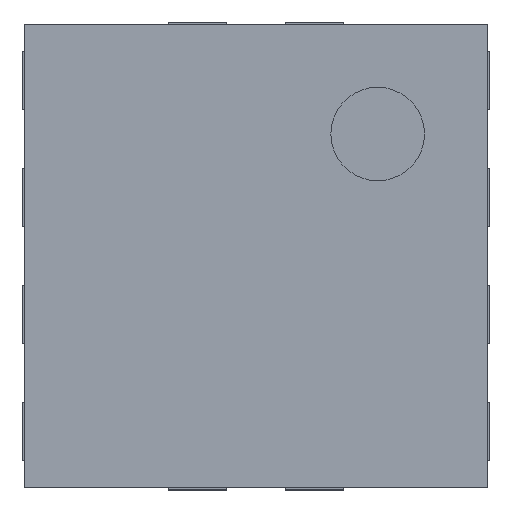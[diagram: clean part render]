
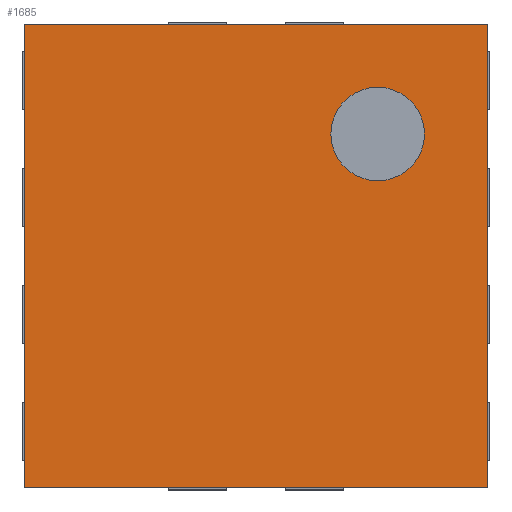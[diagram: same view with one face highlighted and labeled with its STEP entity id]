
A CAD part, top view. The second image highlights one B-rep face of the part: STEP entity #1685.
In plain terms, the highlighted planar face has unit normal (0, 0, 1).
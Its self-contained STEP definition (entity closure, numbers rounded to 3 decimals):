
#14=FACE_BOUND('',#202,.T.);
#39=CIRCLE('',#1794,0.16);
#121=FACE_OUTER_BOUND('',#201,.T.);
#201=EDGE_LOOP('',(#1355,#1356,#1357,#1358));
#202=EDGE_LOOP('',(#1359));
#404=LINE('',#2673,#609);
#405=LINE('',#2675,#610);
#406=LINE('',#2677,#611);
#407=LINE('',#2678,#612);
#609=VECTOR('',#2197,0.8);
#610=VECTOR('',#2198,0.8);
#611=VECTOR('',#2199,0.8);
#612=VECTOR('',#2200,0.8);
#757=VERTEX_POINT('',#2616);
#775=VERTEX_POINT('',#2671);
#776=VERTEX_POINT('',#2672);
#777=VERTEX_POINT('',#2674);
#778=VERTEX_POINT('',#2676);
#967=EDGE_CURVE('',#757,#757,#39,.T.);
#994=EDGE_CURVE('',#775,#776,#404,.T.);
#995=EDGE_CURVE('',#775,#777,#405,.T.);
#996=EDGE_CURVE('',#777,#778,#406,.T.);
#997=EDGE_CURVE('',#776,#778,#407,.T.);
#1355=ORIENTED_EDGE('',*,*,#994,.F.);
#1356=ORIENTED_EDGE('',*,*,#995,.T.);
#1357=ORIENTED_EDGE('',*,*,#996,.T.);
#1358=ORIENTED_EDGE('',*,*,#997,.F.);
#1359=ORIENTED_EDGE('',*,*,#967,.T.);
#1526=PLANE('',#1805);
#1685=ADVANCED_FACE('',(#121,#14),#1526,.T.);
#1794=AXIS2_PLACEMENT_3D('',#2617,#2148,#2149);
#1805=AXIS2_PLACEMENT_3D('',#2670,#2195,#2196);
#2148=DIRECTION('center_axis',(0.,0.,-1.));
#2149=DIRECTION('ref_axis',(-1.,0.,0.));
#2195=DIRECTION('center_axis',(0.,0.,1.));
#2196=DIRECTION('ref_axis',(0.,-1.,0.));
#2197=DIRECTION('',(1.,0.,0.));
#2198=DIRECTION('',(0.,-1.,0.));
#2199=DIRECTION('',(1.,0.,0.));
#2200=DIRECTION('',(0.,-1.,0.));
#2616=CARTESIAN_POINT('',(0.472,0.48,0.918));
#2617=CARTESIAN_POINT('Origin',(0.312,0.48,0.918));
#2670=CARTESIAN_POINT('Origin',(-0.896,0.856,0.918));
#2671=CARTESIAN_POINT('',(-0.896,0.856,0.918));
#2672=CARTESIAN_POINT('',(0.688,0.856,0.918));
#2673=CARTESIAN_POINT('',(-0.896,0.856,0.918));
#2674=CARTESIAN_POINT('',(-0.896,-0.728,0.918));
#2675=CARTESIAN_POINT('',(-0.896,0.856,0.918));
#2676=CARTESIAN_POINT('',(0.688,-0.728,0.918));
#2677=CARTESIAN_POINT('',(-0.896,-0.728,0.918));
#2678=CARTESIAN_POINT('',(0.688,0.856,0.918));
